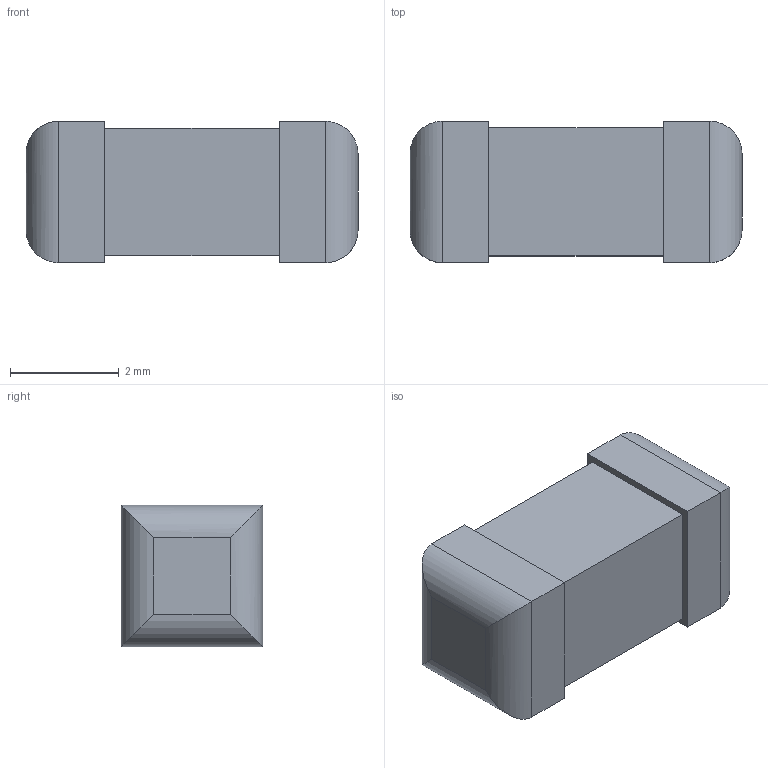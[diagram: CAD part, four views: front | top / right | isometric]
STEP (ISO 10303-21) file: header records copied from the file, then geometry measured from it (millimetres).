
FILE_DESCRIPTION (( 'STEP AP214' ), '1' );
FILE_NAME ('User Library-Fuse2.STEP', '2020-06-06T13:50:37', ( '' ), ( '' ), 'SwSTEP 2.0', 'SolidWorks 2019', '' );
FILE_SCHEMA (( 'AUTOMOTIVE_DESIGN' ));
Length unit declared in the file: millimetre
Products named in the file (1): User Library-Fuse2
Bounding box: 6.1 x 2.6 x 2.6 mm (x, y, z)
Volume: 35.8 mm3; surface area: 70.5 mm2
Topology: 1 solids, 1 shells, 24 faces, 52 edges, 32 vertices
Faces by surface type: plane 16, cylinder 8
Entity records: 666 total; most frequent: CARTESIAN_POINT 133, ORIENTED_EDGE 104, DIRECTION 94, EDGE_CURVE 52, VECTOR 44, LINE 44, VERTEX_POINT 32, EDGE_LOOP 26
